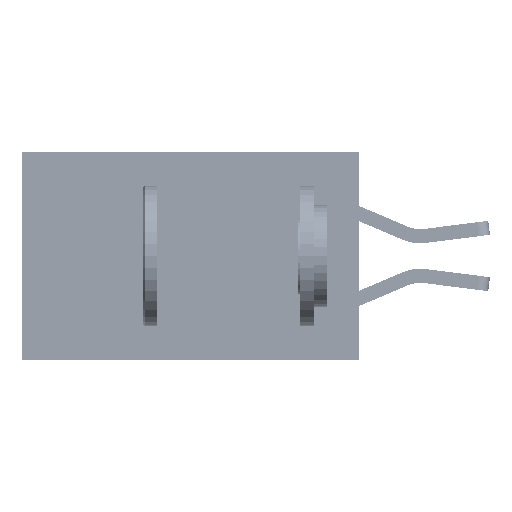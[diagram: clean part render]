
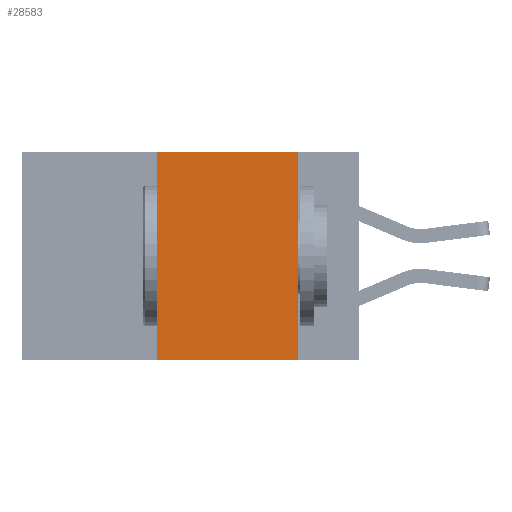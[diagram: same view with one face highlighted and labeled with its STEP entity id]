
A CAD part, left-side view. The second image highlights one B-rep face of the part: STEP entity #28583.
In plain terms, the highlighted planar face has unit normal (-1, 0, 0).
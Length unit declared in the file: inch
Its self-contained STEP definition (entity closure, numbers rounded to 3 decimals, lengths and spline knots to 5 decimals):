
#2965 = PLANE ( 'NONE',  #24738 ) ;
#3812 = LINE ( 'NONE', #6682, #20279 ) ;
#4885 = DIRECTION ( 'NONE',  ( 0., 0., -1. ) ) ;
#5301 = VERTEX_POINT ( 'NONE', #14901 ) ;
#6636 = LINE ( 'NONE', #26285, #22027 ) ;
#6682 = CARTESIAN_POINT ( 'NONE',  ( 0., 0.36, 0. ) ) ;
#7091 = CARTESIAN_POINT ( 'NONE',  ( 0., 0.11, -0.37 ) ) ;
#7977 = ORIENTED_EDGE ( 'NONE', *, *, #11653, .T. ) ;
#10929 = ORIENTED_EDGE ( 'NONE', *, *, #26986, .F. ) ;
#11580 = VERTEX_POINT ( 'NONE', #13424 ) ;
#11653 = EDGE_CURVE ( 'NONE', #11580, #25366, #30549, .T. ) ;
#11897 = ORIENTED_EDGE ( 'NONE', *, *, #28712, .F. ) ;
#13424 = CARTESIAN_POINT ( 'NONE',  ( 0., 0.36, -0.37 ) ) ;
#14901 = CARTESIAN_POINT ( 'NONE',  ( 0., 0.36, 0. ) ) ;
#14952 = EDGE_LOOP ( 'NONE', ( #10929, #36715, #11897, #7977 ) ) ;
#15487 = DIRECTION ( 'NONE',  ( 1., 0., 0. ) ) ;
#20279 = VECTOR ( 'NONE', #24881, 39.37008 ) ;
#21495 = CARTESIAN_POINT ( 'NONE',  ( 0., 0.6, 0. ) ) ;
#21934 = DIRECTION ( 'NONE',  ( 0., -1., 0. ) ) ;
#22027 = VECTOR ( 'NONE', #4885, 39.37008 ) ;
#22899 = VERTEX_POINT ( 'NONE', #31223 ) ;
#23090 = FACE_OUTER_BOUND ( 'NONE', #14952, .T. ) ;
#24738 = AXIS2_PLACEMENT_3D ( 'NONE', #21495, #15487, #36350 ) ;
#24881 = DIRECTION ( 'NONE',  ( 0., 0., 1. ) ) ;
#25366 = VERTEX_POINT ( 'NONE', #7091 ) ;
#25600 = LINE ( 'NONE', #36672, #32542 ) ;
#26285 = CARTESIAN_POINT ( 'NONE',  ( 0., 0.11, 0. ) ) ;
#26986 = EDGE_CURVE ( 'NONE', #22899, #25366, #6636, .T. ) ;
#28583 = ADVANCED_FACE ( 'NONE', ( #23090 ), #2965, .F. ) ;
#28712 = EDGE_CURVE ( 'NONE', #11580, #5301, #3812, .T. ) ;
#28835 = CARTESIAN_POINT ( 'NONE',  ( 0., 0.6, -0.37 ) ) ;
#30549 = LINE ( 'NONE', #28835, #37411 ) ;
#31223 = CARTESIAN_POINT ( 'NONE',  ( 0., 0.11, 0. ) ) ;
#32542 = VECTOR ( 'NONE', #21934, 39.37008 ) ;
#32763 = EDGE_CURVE ( 'NONE', #5301, #22899, #25600, .T. ) ;
#34728 = DIRECTION ( 'NONE',  ( 0., -1., 0. ) ) ;
#36350 = DIRECTION ( 'NONE',  ( 0., 0., -1. ) ) ;
#36672 = CARTESIAN_POINT ( 'NONE',  ( 0., 0.6, 0. ) ) ;
#36715 = ORIENTED_EDGE ( 'NONE', *, *, #32763, .F. ) ;
#37411 = VECTOR ( 'NONE', #34728, 39.37008 ) ;
